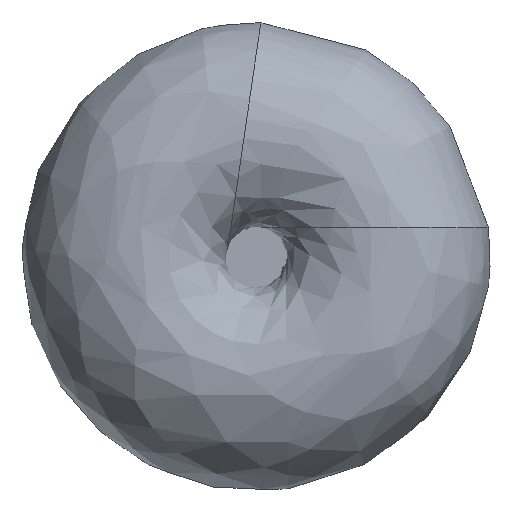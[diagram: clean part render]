
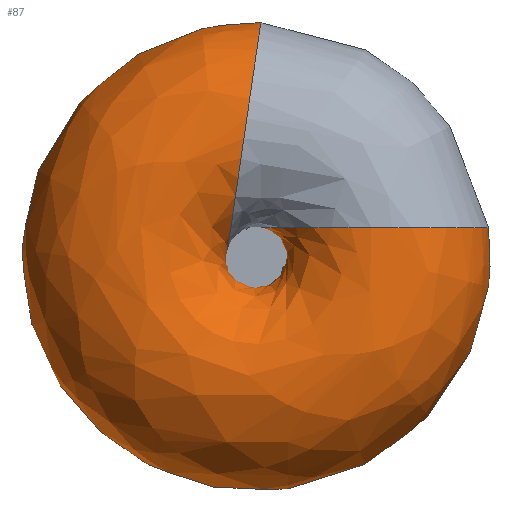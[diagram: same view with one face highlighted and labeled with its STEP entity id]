
A CAD part, left-side view. The second image highlights one B-rep face of the part: STEP entity #87.
In plain terms, the highlighted free-form (B-spline) face has degree [3, 3] with [7, 7] control points.
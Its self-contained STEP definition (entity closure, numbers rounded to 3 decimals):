
#32=(
BOUNDED_SURFACE()
B_SPLINE_SURFACE(3,3,((#494,#495,#496,#497,#498,#499,#500),(#501,#502,#503,
#504,#505,#506,#507),(#508,#509,#510,#511,#512,#513,#514),(#515,#516,#517,
#518,#519,#520,#521),(#522,#523,#524,#525,#526,#527,#528),(#529,#530,#531,
#532,#533,#534,#535),(#536,#537,#538,#539,#540,#541,#542)),
 .UNSPECIFIED.,.T.,.F.,.F.)
B_SPLINE_SURFACE_WITH_KNOTS((1,3,3,3,1),(4,3,4),(-0.5,0.,0.5,1.,1.5),(0.,
0.5,1.),.UNSPECIFIED.)
GEOMETRIC_REPRESENTATION_ITEM()
RATIONAL_B_SPLINE_SURFACE(((1.,0.566,0.566,1.,0.566,
0.566,1.),(0.333,0.189,0.189,
0.333,0.189,0.189,0.333),
(0.333,0.189,0.189,0.333,
0.189,0.189,0.333),(1.,0.566,
0.566,1.,0.566,0.566,1.),(0.333,
0.189,0.189,0.333,0.189,
0.189,0.333),(0.333,0.189,
0.189,0.333,0.189,0.189,
0.333),(1.,0.566,0.566,1.,0.566,
0.566,1.)))
REPRESENTATION_ITEM('')
SURFACE()
);
#87=ADVANCED_FACE('',(#128,#129),#32,.F.);
#128=FACE_BOUND('',#166,.T.);
#129=FACE_BOUND('',#167,.T.);
#166=EDGE_LOOP('',(#204));
#167=EDGE_LOOP('',(#205));
#204=ORIENTED_EDGE('',*,*,#244,.T.);
#205=ORIENTED_EDGE('',*,*,#245,.T.);
#225=VERTEX_POINT('',#491);
#226=VERTEX_POINT('',#493);
#244=EDGE_CURVE('',#225,#225,#263,.T.);
#245=EDGE_CURVE('',#226,#226,#264,.T.);
#263=CIRCLE('',#300,4.);
#264=CIRCLE('',#301,4.);
#300=AXIS2_PLACEMENT_3D('',#490,#373,#374);
#301=AXIS2_PLACEMENT_3D('',#492,#375,#376);
#373=DIRECTION('',(0.,0.989,0.145));
#374=DIRECTION('',(1.,0.,0.));
#375=DIRECTION('',(0.,0.,-1.));
#376=DIRECTION('',(1.,0.,0.));
#490=CARTESIAN_POINT('',(4.,0.418,4.041));
#491=CARTESIAN_POINT('',(8.,0.418,4.041));
#492=CARTESIAN_POINT('',(4.,-3.937,1.));
#493=CARTESIAN_POINT('',(8.,-3.937,1.));
#494=CARTESIAN_POINT('',(8.,-3.937,1.));
#495=CARTESIAN_POINT('',(8.,-5.041,-3.347));
#496=CARTESIAN_POINT('',(8.,-1.352,-5.898));
#497=CARTESIAN_POINT('',(8.,2.325,-3.331));
#498=CARTESIAN_POINT('',(8.,6.003,-0.764));
#499=CARTESIAN_POINT('',(8.,4.88,3.579));
#500=CARTESIAN_POINT('',(8.,0.418,4.041));
#501=CARTESIAN_POINT('',(8.,4.063,1.));
#502=CARTESIAN_POINT('',(8.,2.959,5.486));
#503=CARTESIAN_POINT('',(8.,-1.63,6.016));
#504=CARTESIAN_POINT('',(8.,-3.728,1.9));
#505=CARTESIAN_POINT('',(8.,-5.825,-2.216));
#506=CARTESIAN_POINT('',(8.,-2.7,-5.618));
#507=CARTESIAN_POINT('',(8.,1.579,-3.875));
#508=CARTESIAN_POINT('',(0.,4.063,1.));
#509=CARTESIAN_POINT('',(0.,2.959,5.486));
#510=CARTESIAN_POINT('',(0.,-1.63,6.016));
#511=CARTESIAN_POINT('',(0.,-3.728,1.9));
#512=CARTESIAN_POINT('',(0.,-5.825,-2.216));
#513=CARTESIAN_POINT('',(0.,-2.7,-5.618));
#514=CARTESIAN_POINT('',(0.,1.579,-3.875));
#515=CARTESIAN_POINT('',(0.,-3.937,1.));
#516=CARTESIAN_POINT('',(0.,-5.041,-3.347));
#517=CARTESIAN_POINT('',(0.,-1.352,-5.898));
#518=CARTESIAN_POINT('',(0.,2.325,-3.331));
#519=CARTESIAN_POINT('',(0.,6.003,-0.764));
#520=CARTESIAN_POINT('',(0.,4.88,3.579));
#521=CARTESIAN_POINT('',(0.,0.418,4.041));
#522=CARTESIAN_POINT('',(0.,-11.937,1.));
#523=CARTESIAN_POINT('',(0.,-13.041,-12.18));
#524=CARTESIAN_POINT('',(0.,-1.074,-17.812));
#525=CARTESIAN_POINT('',(0.,8.378,-8.562));
#526=CARTESIAN_POINT('',(0.,17.831,0.689));
#527=CARTESIAN_POINT('',(0.,12.459,12.775));
#528=CARTESIAN_POINT('',(0.,-0.742,11.956));
#529=CARTESIAN_POINT('',(8.,-11.937,1.));
#530=CARTESIAN_POINT('',(8.,-13.041,-12.18));
#531=CARTESIAN_POINT('',(8.,-1.074,-17.812));
#532=CARTESIAN_POINT('',(8.,8.378,-8.562));
#533=CARTESIAN_POINT('',(8.,17.831,0.689));
#534=CARTESIAN_POINT('',(8.,12.459,12.775));
#535=CARTESIAN_POINT('',(8.,-0.742,11.956));
#536=CARTESIAN_POINT('',(8.,-3.937,1.));
#537=CARTESIAN_POINT('',(8.,-5.041,-3.347));
#538=CARTESIAN_POINT('',(8.,-1.352,-5.898));
#539=CARTESIAN_POINT('',(8.,2.325,-3.331));
#540=CARTESIAN_POINT('',(8.,6.003,-0.764));
#541=CARTESIAN_POINT('',(8.,4.88,3.579));
#542=CARTESIAN_POINT('',(8.,0.418,4.041));
